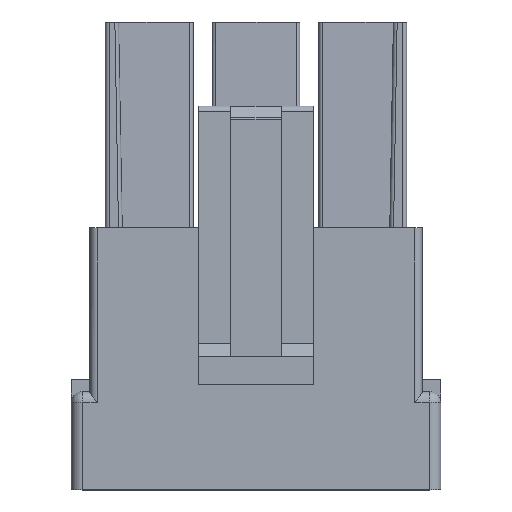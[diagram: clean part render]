
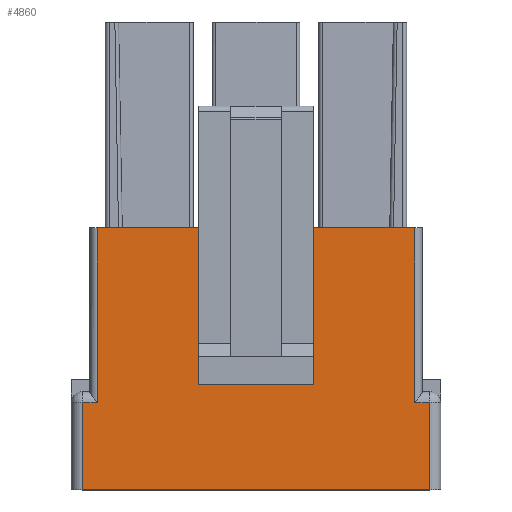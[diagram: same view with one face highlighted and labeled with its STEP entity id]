
A CAD part, top view. The second image highlights one B-rep face of the part: STEP entity #4860.
In plain terms, the highlighted planar face has unit normal (0, 0, 1).
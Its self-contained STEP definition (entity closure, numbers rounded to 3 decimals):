
#875=ORIENTED_EDGE('',*,*,#2005,.F.);
#876=ORIENTED_EDGE('',*,*,#2018,.F.);
#877=ORIENTED_EDGE('',*,*,#2003,.T.);
#878=ORIENTED_EDGE('',*,*,#1983,.T.);
#879=ORIENTED_EDGE('',*,*,#2019,.T.);
#880=ORIENTED_EDGE('',*,*,#2020,.T.);
#881=ORIENTED_EDGE('',*,*,#2021,.T.);
#882=ORIENTED_EDGE('',*,*,#2022,.T.);
#883=ORIENTED_EDGE('',*,*,#2023,.F.);
#884=ORIENTED_EDGE('',*,*,#2024,.T.);
#885=ORIENTED_EDGE('',*,*,#1929,.F.);
#886=ORIENTED_EDGE('',*,*,#2025,.T.);
#887=ORIENTED_EDGE('',*,*,#2026,.T.);
#888=ORIENTED_EDGE('',*,*,#1993,.F.);
#889=ORIENTED_EDGE('',*,*,#1986,.F.);
#890=ORIENTED_EDGE('',*,*,#1990,.T.);
#1929=EDGE_CURVE('',#2538,#2539,#3072,.T.);
#1983=EDGE_CURVE('',#2584,#2585,#3120,.T.);
#1986=EDGE_CURVE('',#2587,#2588,#3122,.T.);
#1990=EDGE_CURVE('',#2587,#2589,#3124,.T.);
#1993=EDGE_CURVE('',#2588,#2590,#3126,.T.);
#2003=EDGE_CURVE('',#2597,#2584,#3133,.T.);
#2005=EDGE_CURVE('',#2598,#2585,#3134,.T.);
#2018=EDGE_CURVE('',#2597,#2598,#3145,.T.);
#2019=EDGE_CURVE('',#2608,#2609,#3146,.T.);
#2020=EDGE_CURVE('',#2609,#2610,#3147,.T.);
#2021=EDGE_CURVE('',#2610,#2611,#3148,.T.);
#2022=EDGE_CURVE('',#2611,#2612,#3149,.F.);
#2023=EDGE_CURVE('',#2613,#2612,#3150,.T.);
#2024=EDGE_CURVE('',#2613,#2539,#3151,.F.);
#2025=EDGE_CURVE('',#2538,#2608,#3152,.F.);
#2026=EDGE_CURVE('',#2589,#2590,#3153,.T.);
#2538=VERTEX_POINT('',#7375);
#2539=VERTEX_POINT('',#7377);
#2584=VERTEX_POINT('',#7478);
#2585=VERTEX_POINT('',#7482);
#2587=VERTEX_POINT('',#7488);
#2588=VERTEX_POINT('',#7490);
#2589=VERTEX_POINT('',#7495);
#2590=VERTEX_POINT('',#7500);
#2597=VERTEX_POINT('',#7518);
#2598=VERTEX_POINT('',#7523);
#2608=VERTEX_POINT('',#7552);
#2609=VERTEX_POINT('',#7553);
#2610=VERTEX_POINT('',#7555);
#2611=VERTEX_POINT('',#7557);
#2612=VERTEX_POINT('',#7559);
#2613=VERTEX_POINT('',#7561);
#3072=LINE('',#7376,#3687);
#3120=LINE('',#7483,#3735);
#3122=LINE('',#7489,#3737);
#3124=LINE('',#7496,#3739);
#3126=LINE('',#7501,#3741);
#3133=LINE('',#7520,#3748);
#3134=LINE('',#7524,#3749);
#3145=LINE('',#7550,#3760);
#3146=LINE('',#7551,#3761);
#3147=LINE('',#7554,#3762);
#3148=LINE('',#7556,#3763);
#3149=LINE('',#7558,#3764);
#3150=LINE('',#7560,#3765);
#3151=LINE('',#7562,#3766);
#3152=LINE('',#7563,#3767);
#3153=LINE('',#7564,#3768);
#3687=VECTOR('',#5943,1000.);
#3735=VECTOR('',#6015,1000.);
#3737=VECTOR('',#6021,1000.);
#3739=VECTOR('',#6029,1000.);
#3741=VECTOR('',#6035,1000.);
#3748=VECTOR('',#6052,1000.);
#3749=VECTOR('',#6057,1000.);
#3760=VECTOR('',#6080,1000.);
#3761=VECTOR('',#6081,1000.);
#3762=VECTOR('',#6082,1000.);
#3763=VECTOR('',#6083,1000.);
#3764=VECTOR('',#6084,1000.);
#3765=VECTOR('',#6085,1000.);
#3766=VECTOR('',#6086,1000.);
#3767=VECTOR('',#6087,1000.);
#3768=VECTOR('',#6088,1000.);
#4113=EDGE_LOOP('',(#875,#876,#877,#878));
#4114=EDGE_LOOP('',(#879,#880,#881,#882,#883,#884,#885,#886));
#4115=EDGE_LOOP('',(#887,#888,#889,#890));
#4385=FACE_BOUND('',#4113,.T.);
#4386=FACE_BOUND('',#4114,.T.);
#4387=FACE_BOUND('',#4115,.T.);
#4642=PLANE('',#5173);
#4860=ADVANCED_FACE('',(#4385,#4386,#4387),#4642,.T.);
#5173=AXIS2_PLACEMENT_3D('',#7549,#6078,#6079);
#5943=DIRECTION('',(-1.,0.,0.));
#6015=DIRECTION('',(0.,1.,0.));
#6021=DIRECTION('',(0.,1.,0.));
#6029=DIRECTION('',(-1.,0.,0.));
#6035=DIRECTION('',(-1.,0.,0.));
#6052=DIRECTION('',(-1.,0.,0.));
#6057=DIRECTION('',(-1.,0.,0.));
#6078=DIRECTION('',(0.,0.,1.));
#6079=DIRECTION('',(1.,0.,0.));
#6080=DIRECTION('',(0.,1.,0.));
#6081=DIRECTION('',(-1.,0.,0.));
#6082=DIRECTION('',(0.,1.,0.));
#6083=DIRECTION('',(-1.,0.,0.));
#6084=DIRECTION('',(0.,1.,0.));
#6085=DIRECTION('',(1.,0.,0.));
#6086=DIRECTION('',(0.,1.,0.));
#6087=DIRECTION('',(0.,-1.,0.));
#6088=DIRECTION('',(0.,1.,0.));
#7375=CARTESIAN_POINT('',(9.275,-14.,3.4));
#7376=CARTESIAN_POINT('',(8.875,-14.,3.4));
#7377=CARTESIAN_POINT('',(-9.275,-14.,3.4));
#7478=CARTESIAN_POINT('',(1.425,-3.25,3.4));
#7482=CARTESIAN_POINT('',(1.425,-0.75,3.4));
#7483=CARTESIAN_POINT('',(1.425,-28.609,3.4));
#7488=CARTESIAN_POINT('',(-1.425,-3.25,3.4));
#7489=CARTESIAN_POINT('',(-1.425,-28.609,3.4));
#7490=CARTESIAN_POINT('',(-1.425,-0.75,3.4));
#7495=CARTESIAN_POINT('',(-2.4,-3.25,3.4));
#7496=CARTESIAN_POINT('',(3.075,-3.25,3.4));
#7500=CARTESIAN_POINT('',(-2.4,-0.75,3.4));
#7501=CARTESIAN_POINT('',(3.075,-0.75,3.4));
#7518=CARTESIAN_POINT('',(2.4,-3.25,3.4));
#7520=CARTESIAN_POINT('',(3.075,-3.25,3.4));
#7523=CARTESIAN_POINT('',(2.4,-0.75,3.4));
#7524=CARTESIAN_POINT('',(3.075,-0.75,3.4));
#7549=CARTESIAN_POINT('',(8.875,-14.,3.4));
#7550=CARTESIAN_POINT('',(2.4,-28.609,3.4));
#7551=CARTESIAN_POINT('',(9.875,-9.35,3.4));
#7552=CARTESIAN_POINT('',(9.275,-9.35,3.4));
#7553=CARTESIAN_POINT('',(8.475,-9.35,3.4));
#7554=CARTESIAN_POINT('',(8.475,0.,3.4));
#7555=CARTESIAN_POINT('',(8.475,0.,3.4));
#7556=CARTESIAN_POINT('',(8.875,0.,3.4));
#7557=CARTESIAN_POINT('',(-8.475,0.,3.4));
#7558=CARTESIAN_POINT('',(-8.475,-14.,3.4));
#7559=CARTESIAN_POINT('',(-8.475,-9.35,3.4));
#7560=CARTESIAN_POINT('',(-9.875,-9.35,3.4));
#7561=CARTESIAN_POINT('',(-9.275,-9.35,3.4));
#7562=CARTESIAN_POINT('',(-9.275,-14.,3.4));
#7563=CARTESIAN_POINT('',(9.275,-14.,3.4));
#7564=CARTESIAN_POINT('',(-2.4,-28.609,3.4));
